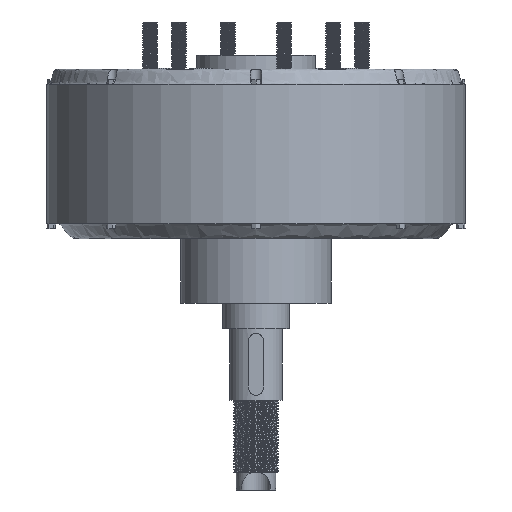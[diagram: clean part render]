
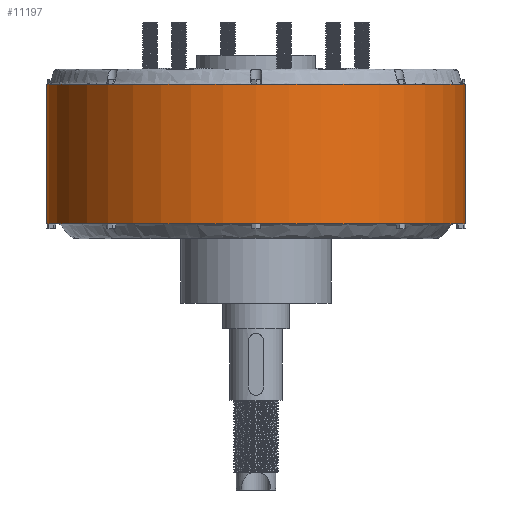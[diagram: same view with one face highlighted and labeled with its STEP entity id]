
A CAD part, front view. The second image highlights one B-rep face of the part: STEP entity #11197.
In plain terms, the highlighted cylindrical face has radius 111 mm (diameter 222 mm), a full revolution.
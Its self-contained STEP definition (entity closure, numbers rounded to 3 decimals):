
#835=FACE_OUTER_BOUND('',#1477,.T.);
#1477=EDGE_LOOP('',(#10079,#10080,#10081,#10082,#10083,#10084,#10085,#10086,
#10087,#10088,#10089,#10090,#10091,#10092,#10093,#10094,#10095,#10096));
#1542=CIRCLE('',#11685,111.);
#1543=CIRCLE('',#11686,111.);
#1544=CIRCLE('',#11687,111.);
#1545=CIRCLE('',#11688,111.);
#1546=CIRCLE('',#11689,111.);
#1547=CIRCLE('',#11690,111.);
#1548=CIRCLE('',#11691,111.);
#1549=CIRCLE('',#11692,111.);
#1559=CIRCLE('',#11823,111.);
#1561=CIRCLE('',#11825,111.);
#1563=CIRCLE('',#11827,111.);
#1566=CIRCLE('',#11830,111.);
#1568=CIRCLE('',#11832,111.);
#1570=CIRCLE('',#11834,111.);
#1572=CIRCLE('',#11836,111.);
#1573=CIRCLE('',#11837,111.);
#3196=LINE('',#47699,#3908);
#3908=VECTOR('',#13994,111.);
#4129=VERTEX_POINT('',#19465);
#4132=VERTEX_POINT('',#19515);
#4136=VERTEX_POINT('',#19584);
#4140=VERTEX_POINT('',#19649);
#4143=VERTEX_POINT('',#19699);
#4146=VERTEX_POINT('',#19721);
#4150=VERTEX_POINT('',#19774);
#4795=VERTEX_POINT('',#42588);
#4799=VERTEX_POINT('',#42604);
#4800=VERTEX_POINT('',#42605);
#4806=VERTEX_POINT('',#42618);
#4812=VERTEX_POINT('',#42631);
#4818=VERTEX_POINT('',#42644);
#4824=VERTEX_POINT('',#42657);
#4830=VERTEX_POINT('',#42671);
#4983=VERTEX_POINT('',#43461);
#6346=EDGE_CURVE('',#4799,#4800,#1542,.T.);
#6353=EDGE_CURVE('',#4800,#4806,#1543,.T.);
#6360=EDGE_CURVE('',#4806,#4812,#1544,.T.);
#6367=EDGE_CURVE('',#4812,#4818,#1545,.T.);
#6374=EDGE_CURVE('',#4818,#4824,#1546,.T.);
#6381=EDGE_CURVE('',#4824,#4795,#1547,.T.);
#6382=EDGE_CURVE('',#4795,#4830,#1548,.T.);
#6389=EDGE_CURVE('',#4830,#4799,#1549,.T.);
#6645=EDGE_CURVE('',#4129,#4132,#1559,.T.);
#6647=EDGE_CURVE('',#4136,#4150,#1561,.T.);
#6649=EDGE_CURVE('',#4983,#4136,#1563,.T.);
#6652=EDGE_CURVE('',#4140,#4129,#1566,.T.);
#6654=EDGE_CURVE('',#4150,#4140,#1568,.T.);
#6656=EDGE_CURVE('',#4143,#4983,#1570,.T.);
#6658=EDGE_CURVE('',#4146,#4143,#1572,.T.);
#6659=EDGE_CURVE('',#4132,#4146,#1573,.T.);
#6724=EDGE_CURVE('',#4818,#4146,#3196,.T.);
#10079=ORIENTED_EDGE('',*,*,#6346,.F.);
#10080=ORIENTED_EDGE('',*,*,#6389,.F.);
#10081=ORIENTED_EDGE('',*,*,#6382,.F.);
#10082=ORIENTED_EDGE('',*,*,#6381,.F.);
#10083=ORIENTED_EDGE('',*,*,#6374,.F.);
#10084=ORIENTED_EDGE('',*,*,#6724,.T.);
#10085=ORIENTED_EDGE('',*,*,#6658,.T.);
#10086=ORIENTED_EDGE('',*,*,#6656,.T.);
#10087=ORIENTED_EDGE('',*,*,#6649,.T.);
#10088=ORIENTED_EDGE('',*,*,#6647,.T.);
#10089=ORIENTED_EDGE('',*,*,#6654,.T.);
#10090=ORIENTED_EDGE('',*,*,#6652,.T.);
#10091=ORIENTED_EDGE('',*,*,#6645,.T.);
#10092=ORIENTED_EDGE('',*,*,#6659,.T.);
#10093=ORIENTED_EDGE('',*,*,#6724,.F.);
#10094=ORIENTED_EDGE('',*,*,#6367,.F.);
#10095=ORIENTED_EDGE('',*,*,#6360,.F.);
#10096=ORIENTED_EDGE('',*,*,#6353,.F.);
#10585=CYLINDRICAL_SURFACE('',#11903,111.);
#11197=ADVANCED_FACE('',(#835),#10585,.T.);
#11685=AXIS2_PLACEMENT_3D('',#42606,#13261,#13262);
#11686=AXIS2_PLACEMENT_3D('',#42619,#13269,#13270);
#11687=AXIS2_PLACEMENT_3D('',#42632,#13277,#13278);
#11688=AXIS2_PLACEMENT_3D('',#42645,#13285,#13286);
#11689=AXIS2_PLACEMENT_3D('',#42658,#13293,#13294);
#11690=AXIS2_PLACEMENT_3D('',#42670,#13301,#13302);
#11691=AXIS2_PLACEMENT_3D('',#42672,#13303,#13304);
#11692=AXIS2_PLACEMENT_3D('',#42684,#13311,#13312);
#11823=AXIS2_PLACEMENT_3D('',#43686,#13807,#13808);
#11825=AXIS2_PLACEMENT_3D('',#43778,#13811,#13812);
#11827=AXIS2_PLACEMENT_3D('',#43870,#13815,#13816);
#11830=AXIS2_PLACEMENT_3D('',#43963,#13821,#13822);
#11832=AXIS2_PLACEMENT_3D('',#44055,#13825,#13826);
#11834=AXIS2_PLACEMENT_3D('',#44147,#13829,#13830);
#11836=AXIS2_PLACEMENT_3D('',#44239,#13833,#13834);
#11837=AXIS2_PLACEMENT_3D('',#44330,#13835,#13836);
#11903=AXIS2_PLACEMENT_3D('',#47698,#13992,#13993);
#13261=DIRECTION('center_axis',(0.,0.,-1.));
#13262=DIRECTION('ref_axis',(1.,0.,0.));
#13269=DIRECTION('center_axis',(0.,0.,-1.));
#13270=DIRECTION('ref_axis',(1.,0.,0.));
#13277=DIRECTION('center_axis',(0.,0.,-1.));
#13278=DIRECTION('ref_axis',(1.,0.,0.));
#13285=DIRECTION('center_axis',(0.,0.,-1.));
#13286=DIRECTION('ref_axis',(1.,0.,0.));
#13293=DIRECTION('center_axis',(0.,0.,-1.));
#13294=DIRECTION('ref_axis',(1.,0.,0.));
#13301=DIRECTION('center_axis',(0.,0.,-1.));
#13302=DIRECTION('ref_axis',(1.,0.,0.));
#13303=DIRECTION('center_axis',(0.,0.,-1.));
#13304=DIRECTION('ref_axis',(1.,0.,0.));
#13311=DIRECTION('center_axis',(0.,0.,-1.));
#13312=DIRECTION('ref_axis',(1.,0.,0.));
#13807=DIRECTION('center_axis',(0.,0.,-1.));
#13808=DIRECTION('ref_axis',(1.,0.,0.));
#13811=DIRECTION('center_axis',(0.,0.,-1.));
#13812=DIRECTION('ref_axis',(1.,0.,0.));
#13815=DIRECTION('center_axis',(0.,0.,-1.));
#13816=DIRECTION('ref_axis',(1.,0.,0.));
#13821=DIRECTION('center_axis',(0.,0.,-1.));
#13822=DIRECTION('ref_axis',(1.,0.,0.));
#13825=DIRECTION('center_axis',(0.,0.,-1.));
#13826=DIRECTION('ref_axis',(1.,0.,0.));
#13829=DIRECTION('center_axis',(0.,0.,-1.));
#13830=DIRECTION('ref_axis',(1.,0.,0.));
#13833=DIRECTION('center_axis',(0.,0.,-1.));
#13834=DIRECTION('ref_axis',(1.,0.,0.));
#13835=DIRECTION('center_axis',(0.,0.,-1.));
#13836=DIRECTION('ref_axis',(1.,0.,0.));
#13992=DIRECTION('center_axis',(0.,0.,-1.));
#13993=DIRECTION('ref_axis',(0.,1.,0.));
#13994=DIRECTION('',(0.,0.,1.));
#19465=CARTESIAN_POINT('',(111.,0.,-8.));
#19515=CARTESIAN_POINT('',(78.489,-78.489,-8.));
#19584=CARTESIAN_POINT('',(-78.489,78.489,-8.));
#19649=CARTESIAN_POINT('',(78.489,78.489,-8.));
#19699=CARTESIAN_POINT('',(-78.489,-78.489,-8.));
#19721=CARTESIAN_POINT('',(0.,-111.,-8.));
#19774=CARTESIAN_POINT('',(0.,111.,-8.));
#42588=CARTESIAN_POINT('',(-111.,0.,-82.));
#42604=CARTESIAN_POINT('',(0.,111.,-82.));
#42605=CARTESIAN_POINT('',(78.489,78.489,-82.));
#42606=CARTESIAN_POINT('Origin',(0.,0.,-82.));
#42618=CARTESIAN_POINT('',(111.,0.,-82.));
#42619=CARTESIAN_POINT('Origin',(0.,0.,-82.));
#42631=CARTESIAN_POINT('',(78.489,-78.489,-82.));
#42632=CARTESIAN_POINT('Origin',(0.,0.,-82.));
#42644=CARTESIAN_POINT('',(0.,-111.,-82.));
#42645=CARTESIAN_POINT('Origin',(0.,0.,-82.));
#42657=CARTESIAN_POINT('',(-78.489,-78.489,-82.));
#42658=CARTESIAN_POINT('Origin',(0.,0.,-82.));
#42670=CARTESIAN_POINT('Origin',(0.,0.,-82.));
#42671=CARTESIAN_POINT('',(-78.489,78.489,-82.));
#42672=CARTESIAN_POINT('Origin',(0.,0.,-82.));
#42684=CARTESIAN_POINT('Origin',(0.,0.,-82.));
#43461=CARTESIAN_POINT('',(-111.,0.,-8.));
#43686=CARTESIAN_POINT('Origin',(0.,0.,-8.));
#43778=CARTESIAN_POINT('Origin',(0.,0.,-8.));
#43870=CARTESIAN_POINT('Origin',(0.,0.,-8.));
#43963=CARTESIAN_POINT('Origin',(0.,0.,-8.));
#44055=CARTESIAN_POINT('Origin',(0.,0.,-8.));
#44147=CARTESIAN_POINT('Origin',(0.,0.,-8.));
#44239=CARTESIAN_POINT('Origin',(0.,0.,-8.));
#44330=CARTESIAN_POINT('Origin',(0.,0.,-8.));
#47698=CARTESIAN_POINT('Origin',(0.,0.,-45.));
#47699=CARTESIAN_POINT('',(0.,-111.,-45.));
